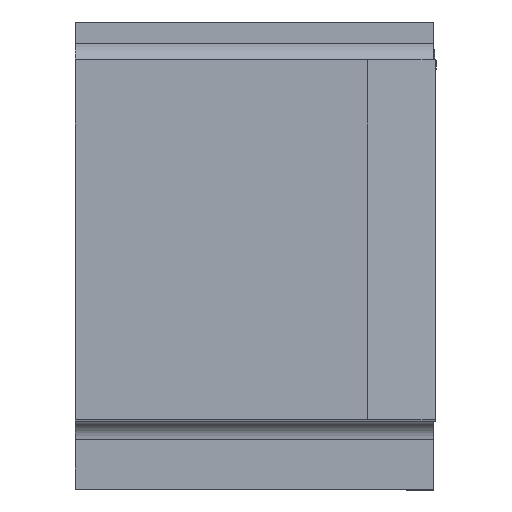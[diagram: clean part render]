
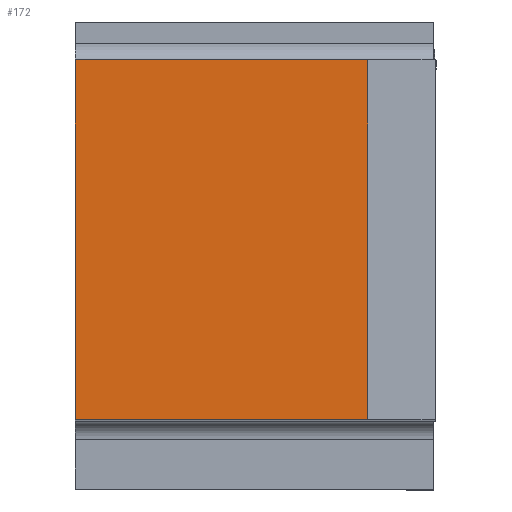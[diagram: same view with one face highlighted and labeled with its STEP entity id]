
A CAD part, top view. The second image highlights one B-rep face of the part: STEP entity #172.
In plain terms, the highlighted planar face has unit normal (0, 0, 1).
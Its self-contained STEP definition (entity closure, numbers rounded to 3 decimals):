
#172=ADVANCED_FACE('CU_BACK_SU1',(#289),#246,.F.);
#246=PLANE('',#1646);
#289=FACE_OUTER_BOUND('',#366,.T.);
#366=EDGE_LOOP('',(#823,#824,#825,#826));
#433=LINE('',#2210,#571);
#450=LINE('',#2256,#588);
#458=LINE('',#2275,#596);
#491=LINE('',#2420,#629);
#571=VECTOR('',#1768,1.);
#588=VECTOR('',#1807,1.);
#596=VECTOR('',#1821,1.);
#629=VECTOR('',#1900,1.);
#823=ORIENTED_EDGE('',*,*,#1294,.T.);
#824=ORIENTED_EDGE('',*,*,#1355,.T.);
#825=ORIENTED_EDGE('',*,*,#1304,.T.);
#826=ORIENTED_EDGE('',*,*,#1271,.F.);
#1134=VERTEX_POINT('',#2209);
#1135=VERTEX_POINT('',#2211);
#1151=VERTEX_POINT('',#2254);
#1157=VERTEX_POINT('',#2267);
#1271=EDGE_CURVE('',#1134,#1135,#433,.T.);
#1294=EDGE_CURVE('',#1134,#1151,#450,.T.);
#1304=EDGE_CURVE('',#1157,#1135,#458,.T.);
#1355=EDGE_CURVE('',#1151,#1157,#491,.T.);
#1646=AXIS2_PLACEMENT_3D('',#2421,#1901,#1902);
#1768=DIRECTION('',(0.,1.,0.));
#1807=DIRECTION('',(1.,0.,0.));
#1821=DIRECTION('',(-1.,0.,0.));
#1900=DIRECTION('',(0.,1.,0.));
#1901=DIRECTION('',(0.,0.,-1.));
#1902=DIRECTION('',(-1.,0.,0.));
#2209=CARTESIAN_POINT('',(0.,0.,0.));
#2210=CARTESIAN_POINT('',(0.,35.925,0.));
#2211=CARTESIAN_POINT('',(0.,15.925,0.));
#2254=CARTESIAN_POINT('',(12.951,0.,0.));
#2256=CARTESIAN_POINT('',(38.804,0.,0.));
#2267=CARTESIAN_POINT('',(12.951,15.925,0.));
#2275=CARTESIAN_POINT('',(38.804,15.925,0.));
#2420=CARTESIAN_POINT('',(12.951,0.,0.));
#2421=CARTESIAN_POINT('',(38.804,35.925,0.));
